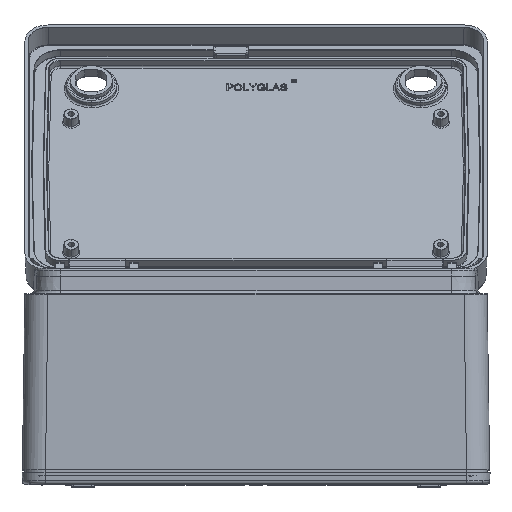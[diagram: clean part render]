
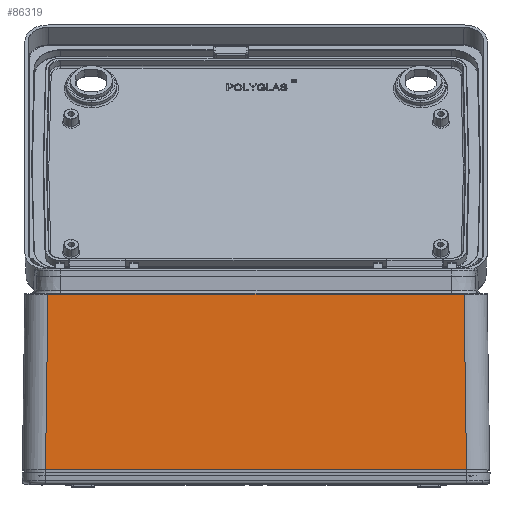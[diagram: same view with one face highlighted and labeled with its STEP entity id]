
A CAD part, top view. The second image highlights one B-rep face of the part: STEP entity #86319.
In plain terms, the highlighted planar face has unit normal (0, 0.014, 1).
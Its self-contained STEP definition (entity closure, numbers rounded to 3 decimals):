
#45937 = CARTESIAN_POINT ( 'NONE',  ( 180.053, 152.007, 150.051 ) ) ;
#56935 = CARTESIAN_POINT ( 'NONE',  ( -182.175, 0., 152.173 ) ) ;
#56937 = DIRECTION ( 'NONE',  ( 1., 0., 0. ) ) ;
#56938 = VECTOR ( 'NONE', #56937, 1000. ) ;
#56940 = CARTESIAN_POINT ( 'NONE',  ( -202.25, 0., 152.173 ) ) ;
#56942 = LINE ( 'NONE', #56940, #56938 ) ;
#56983 = CARTESIAN_POINT ( 'NONE',  ( 182.175, 0., 152.173 ) ) ;
#58695 = DIRECTION ( 'NONE',  ( -0.014, 1., -0.014 ) ) ;
#58697 = VECTOR ( 'NONE', #58695, 1000. ) ;
#58699 = CARTESIAN_POINT ( 'NONE',  ( 182.177, -0.133, 152.175 ) ) ;
#58700 = LINE ( 'NONE', #58699, #58697 ) ;
#59074 = DIRECTION ( 'NONE',  ( -1., 0., 0. ) ) ;
#59076 = VECTOR ( 'NONE', #59074, 1000. ) ;
#59079 = CARTESIAN_POINT ( 'NONE',  ( -180.046, 152.007, 150.051 ) ) ;
#59087 = DIRECTION ( 'NONE',  ( 0., -1., 0.014 ) ) ;
#59089 = DIRECTION ( 'NONE',  ( 0., 0.014, 1. ) ) ;
#59092 = AXIS2_PLACEMENT_3D ( 'NONE', #59101, #59089, #59087 ) ;
#59095 = LINE ( 'NONE', #59079, #59076 ) ;
#59101 = CARTESIAN_POINT ( 'NONE',  ( -202.25, -5.5, 152.25 ) ) ;
#59102 = PLANE ( 'NONE',  #59092 ) ;
#59103 = FACE_OUTER_BOUND ( 'NONE', #86321, .T. ) ;
#59208 = CARTESIAN_POINT ( 'NONE',  ( -180.053, 152.007, 150.051 ) ) ;
#59210 = DIRECTION ( 'NONE',  ( -0.014, -1., 0.014 ) ) ;
#59212 = VECTOR ( 'NONE', #59210, 1000. ) ;
#59216 = CARTESIAN_POINT ( 'NONE',  ( -182.256, -5.779, 152.254 ) ) ;
#59218 = LINE ( 'NONE', #59216, #59212 ) ;
#84155 = VERTEX_POINT ( 'NONE', #45937 ) ;
#85909 = VERTEX_POINT ( 'NONE', #56983 ) ;
#85911 = EDGE_CURVE ( 'NONE', #85912, #85909, #56942, .T. ) ;
#85912 = VERTEX_POINT ( 'NONE', #56935 ) ;
#86243 = EDGE_CURVE ( 'NONE', #85909, #84155, #58700, .T. ) ;
#86319 = ADVANCED_FACE ( 'NONE', ( #59103 ), #59102, .T. ) ;
#86321 = EDGE_LOOP ( 'NONE', ( #86323, #86325, #86328, #86330 ) ) ;
#86323 = ORIENTED_EDGE ( 'NONE', *, *, #86243, .T. ) ;
#86325 = ORIENTED_EDGE ( 'NONE', *, *, #86327, .T. ) ;
#86327 = EDGE_CURVE ( 'NONE', #84155, #86346, #59095, .T. ) ;
#86328 = ORIENTED_EDGE ( 'NONE', *, *, #86345, .T. ) ;
#86330 = ORIENTED_EDGE ( 'NONE', *, *, #85911, .T. ) ;
#86345 = EDGE_CURVE ( 'NONE', #86346, #85912, #59218, .T. ) ;
#86346 = VERTEX_POINT ( 'NONE', #59208 ) ;
